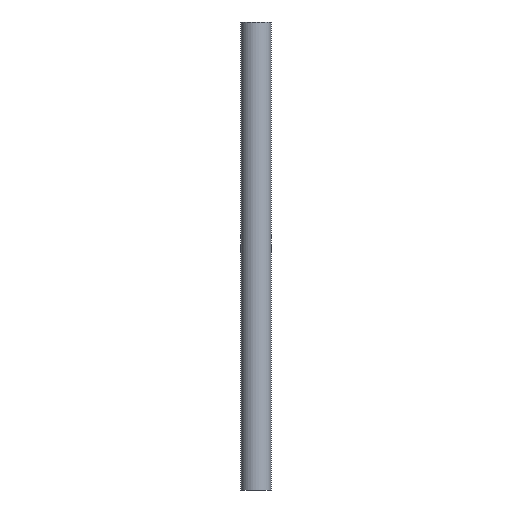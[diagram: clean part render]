
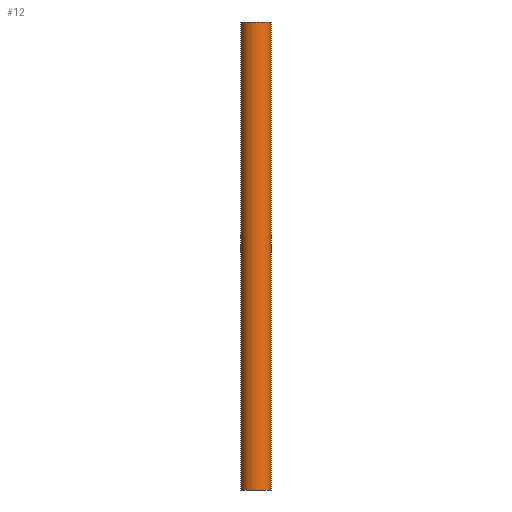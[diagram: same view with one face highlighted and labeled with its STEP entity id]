
A CAD part, front view. The second image highlights one B-rep face of the part: STEP entity #12.
In plain terms, the highlighted cylindrical face has radius 177.8 mm (diameter 355.6 mm), a partial arc.
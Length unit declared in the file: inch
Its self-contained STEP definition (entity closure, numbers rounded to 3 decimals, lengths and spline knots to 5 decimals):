
#3 = CARTESIAN_POINT ( 'NONE',  ( 7., 0., 0. ) ) ;
#4 = CIRCLE ( 'NONE', #88, 7. ) ;
#12 = ADVANCED_FACE ( 'NONE', ( #92 ), #196, .T. ) ;
#28 = CARTESIAN_POINT ( 'NONE',  ( -7., 0., 0. ) ) ;
#30 = VERTEX_POINT ( 'NONE', #3 ) ;
#57 = AXIS2_PLACEMENT_3D ( 'NONE', #76, #113, #192 ) ;
#61 = EDGE_CURVE ( 'NONE', #233, #210, #91, .T. ) ;
#65 = DIRECTION ( 'NONE',  ( 0., 0., 1. ) ) ;
#73 = AXIS2_PLACEMENT_3D ( 'NONE', #214, #194, #160 ) ;
#74 = CARTESIAN_POINT ( 'NONE',  ( -7., 0., 216. ) ) ;
#75 = VECTOR ( 'NONE', #177, 39.37008 ) ;
#76 = CARTESIAN_POINT ( 'NONE',  ( 0., 0., 216. ) ) ;
#87 = ORIENTED_EDGE ( 'NONE', *, *, #181, .F. ) ;
#88 = AXIS2_PLACEMENT_3D ( 'NONE', #161, #65, #98 ) ;
#91 = LINE ( 'NONE', #74, #75 ) ;
#92 = FACE_OUTER_BOUND ( 'NONE', #156, .T. ) ;
#97 = VECTOR ( 'NONE', #144, 39.37008 ) ;
#98 = DIRECTION ( 'NONE',  ( 1., 0., 0. ) ) ;
#106 = ORIENTED_EDGE ( 'NONE', *, *, #61, .T. ) ;
#108 = ORIENTED_EDGE ( 'NONE', *, *, #178, .F. ) ;
#113 = DIRECTION ( 'NONE',  ( 0., 0., -1. ) ) ;
#114 = CARTESIAN_POINT ( 'NONE',  ( 7., 0., 216. ) ) ;
#144 = DIRECTION ( 'NONE',  ( 0., 0., -1. ) ) ;
#156 = EDGE_LOOP ( 'NONE', ( #87, #108, #106, #187 ) ) ;
#160 = DIRECTION ( 'NONE',  ( 1., 0., 0. ) ) ;
#161 = CARTESIAN_POINT ( 'NONE',  ( 0., 0., 0. ) ) ;
#163 = CIRCLE ( 'NONE', #73, 7. ) ;
#177 = DIRECTION ( 'NONE',  ( 0., 0., -1. ) ) ;
#178 = EDGE_CURVE ( 'NONE', #233, #191, #163, .T. ) ;
#181 = EDGE_CURVE ( 'NONE', #191, #30, #237, .T. ) ;
#187 = ORIENTED_EDGE ( 'NONE', *, *, #203, .T. ) ;
#191 = VERTEX_POINT ( 'NONE', #220 ) ;
#192 = DIRECTION ( 'NONE',  ( -1., 0., 0. ) ) ;
#194 = DIRECTION ( 'NONE',  ( 0., 0., 1. ) ) ;
#196 = CYLINDRICAL_SURFACE ( 'NONE', #57, 7. ) ;
#203 = EDGE_CURVE ( 'NONE', #210, #30, #4, .T. ) ;
#210 = VERTEX_POINT ( 'NONE', #28 ) ;
#214 = CARTESIAN_POINT ( 'NONE',  ( 0., 0., 216. ) ) ;
#217 = CARTESIAN_POINT ( 'NONE',  ( -7., 0., 216. ) ) ;
#220 = CARTESIAN_POINT ( 'NONE',  ( 7., 0., 216. ) ) ;
#233 = VERTEX_POINT ( 'NONE', #217 ) ;
#237 = LINE ( 'NONE', #114, #97 ) ;
